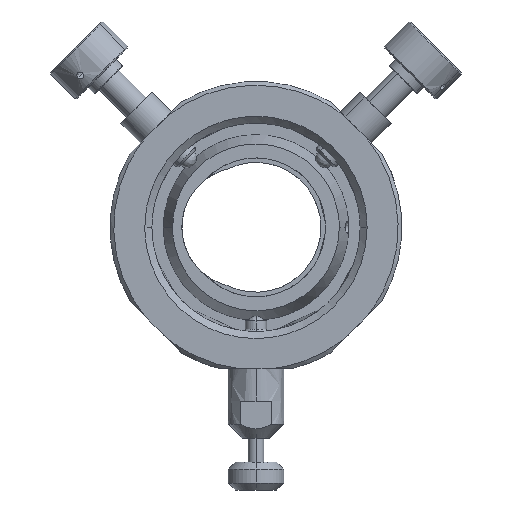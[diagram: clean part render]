
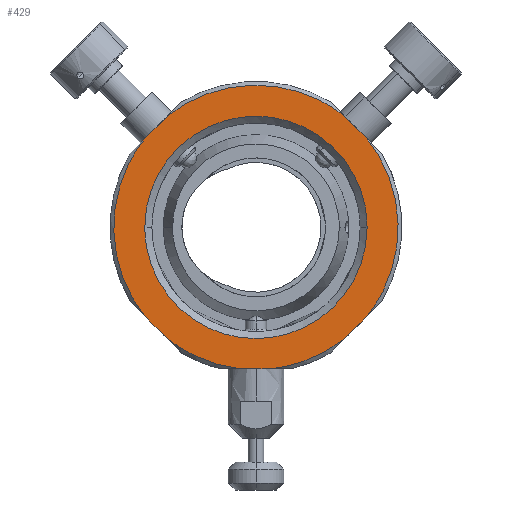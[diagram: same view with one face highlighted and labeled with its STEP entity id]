
A CAD part, left-side view. The second image highlights one B-rep face of the part: STEP entity #429.
In plain terms, the highlighted planar face has unit normal (-1, 0.002, 0).
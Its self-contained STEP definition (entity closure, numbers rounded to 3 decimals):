
#308=FACE_BOUND('',#1605,.T.);
#429=ADVANCED_FACE('',(#1007,#308),#9406,.T.);
#1007=FACE_OUTER_BOUND('',#1604,.T.);
#1604=EDGE_LOOP('',(#2482,#2483,#2484,#2485,#2486,#2487,#2488,#2489,#2490,
#2491));
#1605=EDGE_LOOP('',(#2492,#2493));
#2482=ORIENTED_EDGE('',*,*,#5353,.F.);
#2483=ORIENTED_EDGE('',*,*,#5394,.F.);
#2484=ORIENTED_EDGE('',*,*,#5387,.F.);
#2485=ORIENTED_EDGE('',*,*,#5384,.F.);
#2486=ORIENTED_EDGE('',*,*,#5377,.F.);
#2487=ORIENTED_EDGE('',*,*,#5374,.F.);
#2488=ORIENTED_EDGE('',*,*,#5367,.F.);
#2489=ORIENTED_EDGE('',*,*,#5364,.F.);
#2490=ORIENTED_EDGE('',*,*,#5357,.F.);
#2491=ORIENTED_EDGE('',*,*,#5354,.F.);
#2492=ORIENTED_EDGE('',*,*,#5342,.T.);
#2493=ORIENTED_EDGE('',*,*,#5341,.T.);
#5341=EDGE_CURVE('',#8311,#8312,#6782,.T.);
#5342=EDGE_CURVE('',#8312,#8311,#6783,.T.);
#5353=EDGE_CURVE('',#8318,#8316,#7095,.T.);
#5354=EDGE_CURVE('',#8316,#8317,#6786,.T.);
#5357=EDGE_CURVE('',#8317,#8325,#7096,.T.);
#5364=EDGE_CURVE('',#8325,#8324,#6792,.T.);
#5367=EDGE_CURVE('',#8324,#8323,#7100,.T.);
#5374=EDGE_CURVE('',#8323,#8322,#6798,.T.);
#5377=EDGE_CURVE('',#8322,#8321,#7104,.T.);
#5384=EDGE_CURVE('',#8321,#8320,#6804,.T.);
#5387=EDGE_CURVE('',#8320,#8319,#7108,.T.);
#5394=EDGE_CURVE('',#8319,#8318,#6810,.T.);
#6782=(
BOUNDED_CURVE()
B_SPLINE_CURVE(2,(#12202,#12203,#12204,#12205,#12206),.UNSPECIFIED.,.F.,
 .F.)
B_SPLINE_CURVE_WITH_KNOTS((3,2,3),(-75.398,-37.699,0.),
 .UNSPECIFIED.)
CURVE()
GEOMETRIC_REPRESENTATION_ITEM()
RATIONAL_B_SPLINE_CURVE((1.,0.707,1.,0.707,1.))
REPRESENTATION_ITEM('')
);
#6783=(
BOUNDED_CURVE()
B_SPLINE_CURVE(2,(#12207,#12208,#12209,#12210,#12211),.UNSPECIFIED.,.F.,
 .F.)
B_SPLINE_CURVE_WITH_KNOTS((3,2,3),(-150.796,-113.097,-75.398),
 .UNSPECIFIED.)
CURVE()
GEOMETRIC_REPRESENTATION_ITEM()
RATIONAL_B_SPLINE_CURVE((1.,0.707,1.,0.707,1.))
REPRESENTATION_ITEM('')
);
#6786=(
BOUNDED_CURVE()
B_SPLINE_CURVE(2,(#12256,#12257,#12258),.UNSPECIFIED.,.F.,.F.)
B_SPLINE_CURVE_WITH_KNOTS((3,3),(0.,17.099),.UNSPECIFIED.)
CURVE()
GEOMETRIC_REPRESENTATION_ITEM()
RATIONAL_B_SPLINE_CURVE((1.,0.961,1.))
REPRESENTATION_ITEM('')
);
#6792=(
BOUNDED_CURVE()
B_SPLINE_CURVE(2,(#12282,#12283,#12284),.UNSPECIFIED.,.F.,.F.)
B_SPLINE_CURVE_WITH_KNOTS((3,3),(0.,41.211),.UNSPECIFIED.)
CURVE()
GEOMETRIC_REPRESENTATION_ITEM()
RATIONAL_B_SPLINE_CURVE((1.,0.783,1.))
REPRESENTATION_ITEM('')
);
#6798=(
BOUNDED_CURVE()
B_SPLINE_CURVE(2,(#12308,#12309,#12310),.UNSPECIFIED.,.F.,.F.)
B_SPLINE_CURVE_WITH_KNOTS((3,3),(0.,41.211),.UNSPECIFIED.)
CURVE()
GEOMETRIC_REPRESENTATION_ITEM()
RATIONAL_B_SPLINE_CURVE((1.,0.783,1.))
REPRESENTATION_ITEM('')
);
#6804=(
BOUNDED_CURVE()
B_SPLINE_CURVE(2,(#12334,#12335,#12336),.UNSPECIFIED.,.F.,.F.)
B_SPLINE_CURVE_WITH_KNOTS((3,3),(0.,41.211),.UNSPECIFIED.)
CURVE()
GEOMETRIC_REPRESENTATION_ITEM()
RATIONAL_B_SPLINE_CURVE((1.,0.783,1.))
REPRESENTATION_ITEM('')
);
#6810=(
BOUNDED_CURVE()
B_SPLINE_CURVE(2,(#12360,#12361,#12362),.UNSPECIFIED.,.F.,.F.)
B_SPLINE_CURVE_WITH_KNOTS((3,3),(0.,17.099),.UNSPECIFIED.)
CURVE()
GEOMETRIC_REPRESENTATION_ITEM()
RATIONAL_B_SPLINE_CURVE((1.,0.961,1.))
REPRESENTATION_ITEM('')
);
#7095=B_SPLINE_CURVE_WITH_KNOTS('',1,(#12254,#12255),.UNSPECIFIED.,.F.,
 .F.,(2,2),(-6.997,0.),.UNSPECIFIED.);
#7096=B_SPLINE_CURVE_WITH_KNOTS('',1,(#12265,#12266),.UNSPECIFIED.,.F.,
 .F.,(2,2),(-6.997,0.),.UNSPECIFIED.);
#7100=B_SPLINE_CURVE_WITH_KNOTS('',1,(#12291,#12292),.UNSPECIFIED.,.F.,
 .F.,(2,2),(-6.997,0.),.UNSPECIFIED.);
#7104=B_SPLINE_CURVE_WITH_KNOTS('',1,(#12317,#12318),.UNSPECIFIED.,.F.,
 .F.,(2,2),(-6.997,0.),.UNSPECIFIED.);
#7108=B_SPLINE_CURVE_WITH_KNOTS('',1,(#12343,#12344),.UNSPECIFIED.,.F.,
 .F.,(2,2),(-6.997,0.),.UNSPECIFIED.);
#8311=VERTEX_POINT('',#11924);
#8312=VERTEX_POINT('',#11925);
#8316=VERTEX_POINT('',#11929);
#8317=VERTEX_POINT('',#11930);
#8318=VERTEX_POINT('',#11931);
#8319=VERTEX_POINT('',#11932);
#8320=VERTEX_POINT('',#11933);
#8321=VERTEX_POINT('',#11934);
#8322=VERTEX_POINT('',#11935);
#8323=VERTEX_POINT('',#11936);
#8324=VERTEX_POINT('',#11937);
#8325=VERTEX_POINT('',#11938);
#9406=PLANE('',#9690);
#9690=AXIS2_PLACEMENT_3D('',#11575,#9957,$);
#9957=DIRECTION('',(-1.,0.002,0.));
#11575=CARTESIAN_POINT('',(-6.895,47.18,103.293));
#11924=CARTESIAN_POINT('',(-7.054,-23.984,56.998));
#11925=CARTESIAN_POINT('',(-6.946,24.016,56.998));
#11929=CARTESIAN_POINT('',(-6.992,3.514,26.498));
#11930=CARTESIAN_POINT('',(-6.957,19.108,32.957));
#11931=CARTESIAN_POINT('',(-7.008,-3.483,26.498));
#11932=CARTESIAN_POINT('',(-7.043,-19.077,32.957));
#11933=CARTESIAN_POINT('',(-7.054,-24.025,37.905));
#11934=CARTESIAN_POINT('',(-7.054,-24.025,76.091));
#11935=CARTESIAN_POINT('',(-7.043,-19.077,81.039));
#11936=CARTESIAN_POINT('',(-6.957,19.108,81.039));
#11937=CARTESIAN_POINT('',(-6.946,24.056,76.091));
#11938=CARTESIAN_POINT('',(-6.946,24.056,37.905));
#12202=CARTESIAN_POINT('',(-7.054,-23.984,56.998));
#12203=CARTESIAN_POINT('',(-7.054,-23.984,32.998));
#12204=CARTESIAN_POINT('',(-7.,0.016,32.998));
#12205=CARTESIAN_POINT('',(-6.946,24.016,32.998));
#12206=CARTESIAN_POINT('',(-6.946,24.016,56.998));
#12207=CARTESIAN_POINT('',(-6.946,24.016,56.998));
#12208=CARTESIAN_POINT('',(-6.946,24.016,80.998));
#12209=CARTESIAN_POINT('',(-7.,0.016,80.998));
#12210=CARTESIAN_POINT('',(-7.054,-23.984,80.998));
#12211=CARTESIAN_POINT('',(-7.054,-23.984,56.998));
#12254=CARTESIAN_POINT('',(-7.008,-3.483,26.498));
#12255=CARTESIAN_POINT('',(-6.992,3.514,26.498));
#12256=CARTESIAN_POINT('',(-6.992,3.514,26.498));
#12257=CARTESIAN_POINT('',(-6.973,12.235,27.498));
#12258=CARTESIAN_POINT('',(-6.957,19.108,32.957));
#12265=CARTESIAN_POINT('',(-6.957,19.108,32.957));
#12266=CARTESIAN_POINT('',(-6.946,24.056,37.905));
#12282=CARTESIAN_POINT('',(-6.946,24.056,37.905));
#12283=CARTESIAN_POINT('',(-6.912,39.22,56.998));
#12284=CARTESIAN_POINT('',(-6.946,24.056,76.091));
#12291=CARTESIAN_POINT('',(-6.946,24.056,76.091));
#12292=CARTESIAN_POINT('',(-6.957,19.108,81.039));
#12308=CARTESIAN_POINT('',(-6.957,19.108,81.039));
#12309=CARTESIAN_POINT('',(-7.,0.016,96.202));
#12310=CARTESIAN_POINT('',(-7.043,-19.077,81.039));
#12317=CARTESIAN_POINT('',(-7.043,-19.077,81.039));
#12318=CARTESIAN_POINT('',(-7.054,-24.025,76.091));
#12334=CARTESIAN_POINT('',(-7.054,-24.025,76.091));
#12335=CARTESIAN_POINT('',(-7.088,-39.188,56.998));
#12336=CARTESIAN_POINT('',(-7.054,-24.025,37.905));
#12343=CARTESIAN_POINT('',(-7.054,-24.025,37.905));
#12344=CARTESIAN_POINT('',(-7.043,-19.077,32.957));
#12360=CARTESIAN_POINT('',(-7.043,-19.077,32.957));
#12361=CARTESIAN_POINT('',(-7.027,-12.203,27.498));
#12362=CARTESIAN_POINT('',(-7.008,-3.483,26.498));
